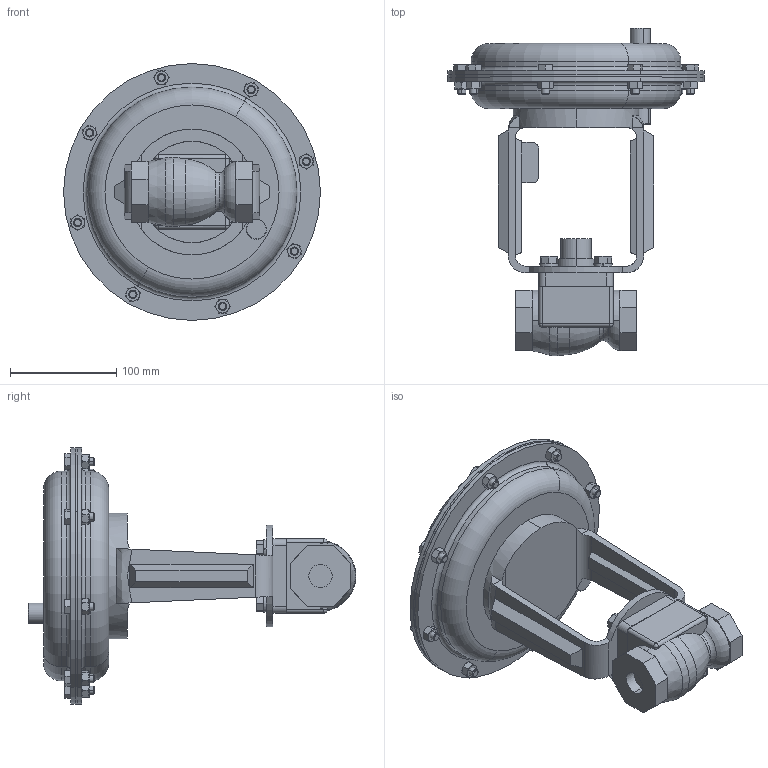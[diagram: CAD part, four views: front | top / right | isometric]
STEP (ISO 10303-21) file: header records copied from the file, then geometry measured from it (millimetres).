
FILE_DESCRIPTION (( 'STEP AP203' ), '1' );
FILE_NAME ('78-050-BR+CS+S6-SW-35M.step', '2017-09-25T13:10:31', ( '' ), ( '' ), 'SwSTEP 2.0', 'SolidWorks 2014', '' );
FILE_SCHEMA (( 'CONFIG_CONTROL_DESIGN' ));
Length unit declared in the file: inch
Products named in the file (1): 78-050-BR+CS+S6-SW-35M
Bounding box: 241.3 x 307.95 x 241.3 mm (x, y, z)
Volume: 3270044.7 mm3; surface area: 461791.2 mm2
Topology: 32 solids, 32 shells, 624 faces, 1362 edges, 825 vertices
Faces by surface type: plane 302, cone 200, cylinder 95, torus 21, sphere 4, bspline 2
Entity records: 18513 total; most frequent: CARTESIAN_POINT 5349, ORIENTED_EDGE 2716, DIRECTION 2643, EDGE_CURVE 1358, AXIS2_PLACEMENT_3D 1056, VERTEX_POINT 825, EDGE_LOOP 653, FACE_OUTER_BOUND 624
